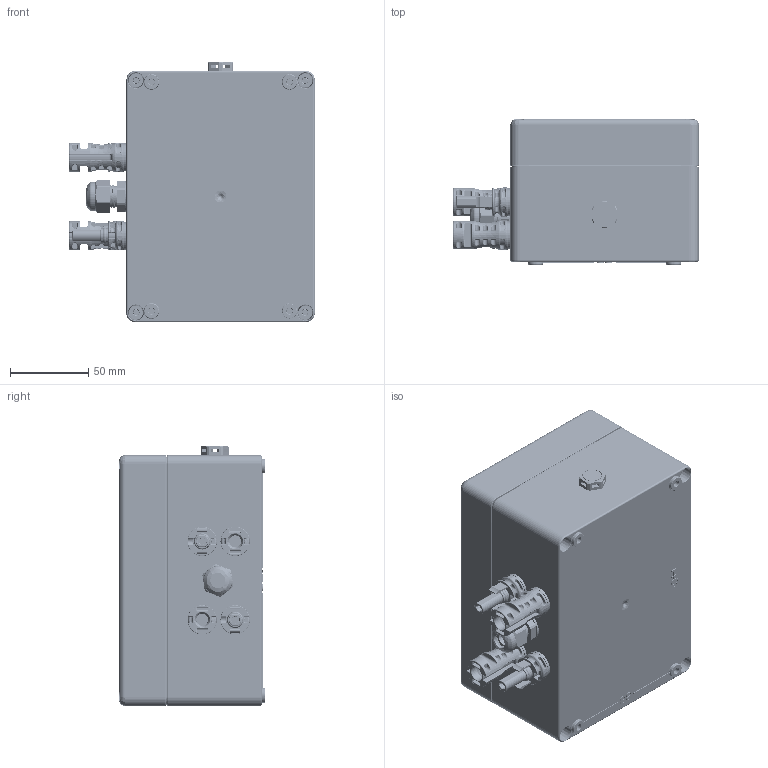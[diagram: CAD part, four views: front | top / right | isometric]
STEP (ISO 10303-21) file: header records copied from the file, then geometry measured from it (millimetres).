
FILE_DESCRIPTION((''),'2;1');
FILE_NAME('515659000_SES_T1_RC_3Y_1500_2MC_ASM','2023-02-24T14:37:27',('sebastjan.kamensek'),('Audax d.o.o.'),'CREO PARAMETRIC BY PTC INC, 2020281','CREO PARAMETRIC BY PTC INC, 2020281','');
FILE_SCHEMA(('AP242_MANAGED_MODEL_BASED_3D_ENGINEERING_MIM_LF { 1 0 10303 442 1 1 4 }'));
Products named in the file (29): DOZA_OHISJE_1_STRING_2MC4; THREADED_INSERT; 515545014_DOZA_OHI_BOX_3Y_2MC4_ASM; VIJAK_BN20095_3205508; BUGH_BOX_WM4_C_1_FLDG-NEWWM4__1; BUGH_BOX_WM4_C_1_SANU-NEWWM4__1; MATICA_TESNILO_MALE_ASM; MC4_STAUBLY_MALE; MC4_FEMALE_SHORT_STAUBLY_ASM; BUGH_BOX_WM4_C_1_FLDG-NEWWM4_TP; BUGH_BOX_WM4_C_1_SANU-NEWWM4_TP; MATICA_TESNILO_ASM; MC4_STAUBLY_FEMALE; MC4_MALE_SHORT_STAUBLY_ASM; CABLE_GLAND_PG7-PG19_BODY_PG9; CABLE_GLAND_PG7-PG19_WASHER_PG9; CABLE_GLAND_PG7-PG19_LOCK_NUT_P; CABLE_GLAND_PG7-PG19_SLEEVE_PG9; CABLE_GLAND_PG7-PG19_GLAND_NUT_; CABLE_GLAND_PG9_ASM; 515545003_DOZA_POKROV; TESNILO_DOZE; VIJAK_DOZA; VENT; VENT_NUT; VENT_ASM; SESTAV_PV_BOX_3Y_T1_2MC_RC_1100_ASM; 51561XXX_LABEL_T1_1500_3Y_2MC_R; 515659000_SES_T1_RC_3Y_1500_2MC_ASM
Assembly tree (41 placements, depth 5):
  515659000_SES_T1_RC_3Y_1500_2MC_ASM
    SESTAV_PV_BOX_3Y_T1_2MC_RC_1100_ASM
      515545014_DOZA_OHI_BOX_3Y_2MC4_ASM
        DOZA_OHISJE_1_STRING_2MC4
        THREADED_INSERT  x4
      VIJAK_BN20095_3205508  x6
      MC4_FEMALE_SHORT_STAUBLY_ASM  x2
        MATICA_TESNILO_MALE_ASM
          BUGH_BOX_WM4_C_1_FLDG-NEWWM4__1
          BUGH_BOX_WM4_C_1_SANU-NEWWM4__1
        MC4_STAUBLY_MALE
      MC4_MALE_SHORT_STAUBLY_ASM  x2
        MATICA_TESNILO_ASM
          BUGH_BOX_WM4_C_1_FLDG-NEWWM4_TP
          BUGH_BOX_WM4_C_1_SANU-NEWWM4_TP
        MC4_STAUBLY_FEMALE
      CABLE_GLAND_PG9_ASM
        CABLE_GLAND_PG7-PG19_BODY_PG9
        CABLE_GLAND_PG7-PG19_WASHER_PG9
        CABLE_GLAND_PG7-PG19_LOCK_NUT_P
        CABLE_GLAND_PG7-PG19_SLEEVE_PG9
        CABLE_GLAND_PG7-PG19_GLAND_NUT_
      515545003_DOZA_POKROV
      TESNILO_DOZE
      VIJAK_DOZA  x4
      VENT_ASM
        VENT
        VENT_NUT
    51561XXX_LABEL_T1_1500_3Y_2MC_R
Bounding box: 156.4 x 93 x 165.8 mm (x, y, z)
Volume: 332311.6 mm3; surface area: 261735 mm2
Topology: 37 solids, 37 shells, 9470 faces, 25436 edges, 16202 vertices
Faces by surface type: plane 4532, cylinder 3054, torus 829, bspline 723, cone 280, sphere 52
Entity records: 239889 total; most frequent: CARTESIAN_POINT 113159, DIRECTION 20926, ORIENTED_EDGE 20818, EDGE_CURVE 10409, PRESENTATION_STYLE_ASSIGNMENT 8209, STYLED_ITEM 8209, CURVE_STYLE 7958, AXIS2_PLACEMENT_3D 7625
